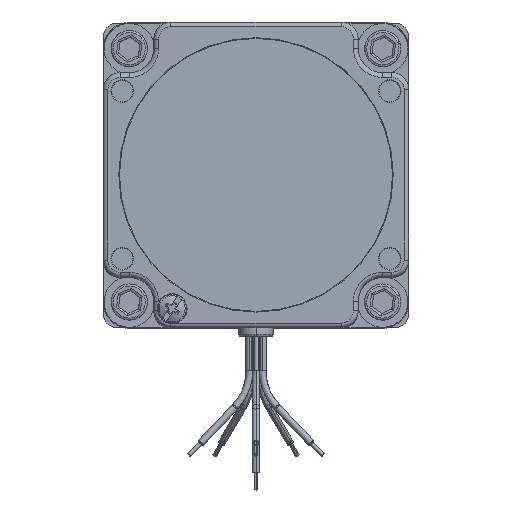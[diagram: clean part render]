
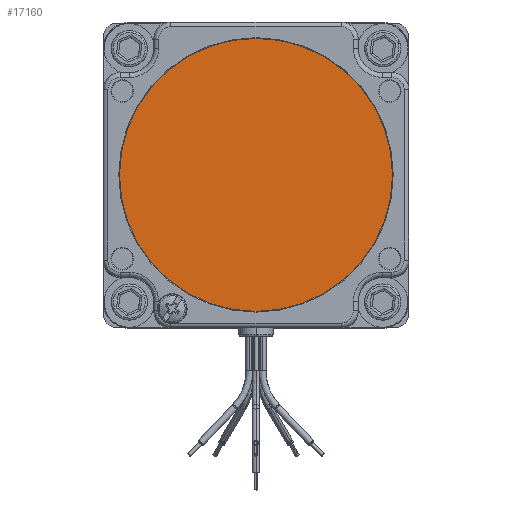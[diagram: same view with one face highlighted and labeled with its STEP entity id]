
A CAD part, top view. The second image highlights one B-rep face of the part: STEP entity #17160.
In plain terms, the highlighted planar face has unit normal (0, 0, 1).
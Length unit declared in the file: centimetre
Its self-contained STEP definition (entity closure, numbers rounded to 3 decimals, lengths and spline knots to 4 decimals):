
#1670 = EDGE_CURVE ( 'NONE', #67200, #67201, #86134, .T. ) ;
#2338 = EDGE_CURVE ( 'NONE', #67201, #67200, #38021, .T. ) ;
#14283 = EDGE_LOOP ( 'NONE', ( #61149, #61151 ) ) ;
#17160 = ADVANCED_FACE ( 'NONE', ( #95714 ), #100780, .T. ) ;
#37342 = CARTESIAN_POINT ( 'NONE',  ( 0., 0., 35.6032 ) ) ;
#37344 = DIRECTION ( 'NONE',  ( 0., 0., 1. ) ) ;
#37346 = DIRECTION ( 'NONE',  ( 0., 1., 0. ) ) ;
#38021 = CIRCLE ( 'NONE', #74508, 2.54 ) ;
#41851 = CARTESIAN_POINT ( 'NONE',  ( 0., 0., 35.6032 ) ) ;
#41852 = DIRECTION ( 'NONE',  ( 0., 0., 1. ) ) ;
#41854 = DIRECTION ( 'NONE',  ( 0., 1., 0. ) ) ;
#61149 = ORIENTED_EDGE ( 'NONE', *, *, #2338, .T. ) ;
#61151 = ORIENTED_EDGE ( 'NONE', *, *, #1670, .T. ) ;
#67200 = VERTEX_POINT ( 'NONE', #127485 ) ;
#67201 = VERTEX_POINT ( 'NONE', #127487 ) ;
#74088 = AXIS2_PLACEMENT_3D ( 'NONE', #37342, #37344, #37346 ) ;
#74508 = AXIS2_PLACEMENT_3D ( 'NONE', #41851, #41852, #41854 ) ;
#86134 = CIRCLE ( 'NONE', #74088, 2.54 ) ;
#95714 = FACE_OUTER_BOUND ( 'NONE', #14283, .T. ) ;
#100780 = PLANE ( 'NONE',  #101096 ) ;
#100787 = CARTESIAN_POINT ( 'NONE',  ( 0., 0., 35.6032 ) ) ;
#100789 = DIRECTION ( 'NONE',  ( 0., 0., 1. ) ) ;
#100791 = DIRECTION ( 'NONE',  ( 0., -1., 0. ) ) ;
#101096 = AXIS2_PLACEMENT_3D ( 'NONE', #100787, #100789, #100791 ) ;
#127485 = CARTESIAN_POINT ( 'NONE',  ( 0., -2.54, 35.6032 ) ) ;
#127487 = CARTESIAN_POINT ( 'NONE',  ( 0., 2.54, 35.6032 ) ) ;
